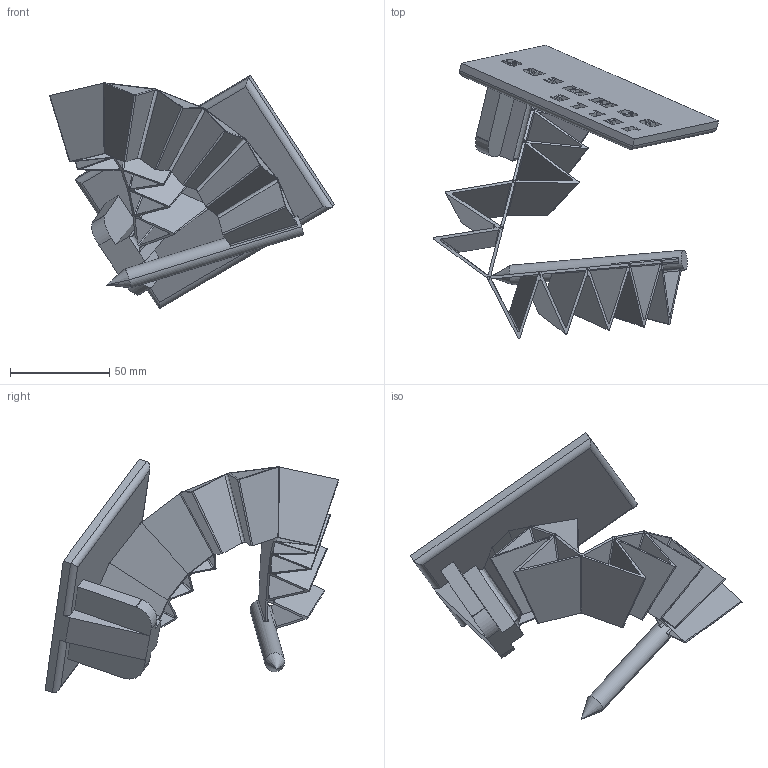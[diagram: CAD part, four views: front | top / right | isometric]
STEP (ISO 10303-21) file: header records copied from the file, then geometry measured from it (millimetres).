
FILE_DESCRIPTION (( 'STEP AP203' ), '1' );
FILE_NAME ('Tetra I requiring supports.STEP', '2021-04-29T15:15:37', ( '' ), ( '' ), 'SwSTEP 2.0', 'SolidWorks 2018', '' );
FILE_SCHEMA (( 'CONFIG_CONTROL_DESIGN' ));
Length unit declared in the file: millimetre
Products named in the file (1): Tetra I requiring supports
Bounding box: 143.52 x 147.92 x 117.54 mm (x, y, z)
Volume: 117777.1 mm3; surface area: 79041.5 mm2
Topology: 1 solids, 1 shells, 393 faces, 1088 edges, 708 vertices
Faces by surface type: plane 199, bspline 177, cylinder 15, cone 2
Entity records: 17764 total; most frequent: CARTESIAN_POINT 9349, ORIENTED_EDGE 2172, EDGE_CURVE 1086, DIRECTION 987, VERTEX_POINT 708, LINE 527, VECTOR 527, B_SPLINE_CURVE_WITH_KNOTS 525
